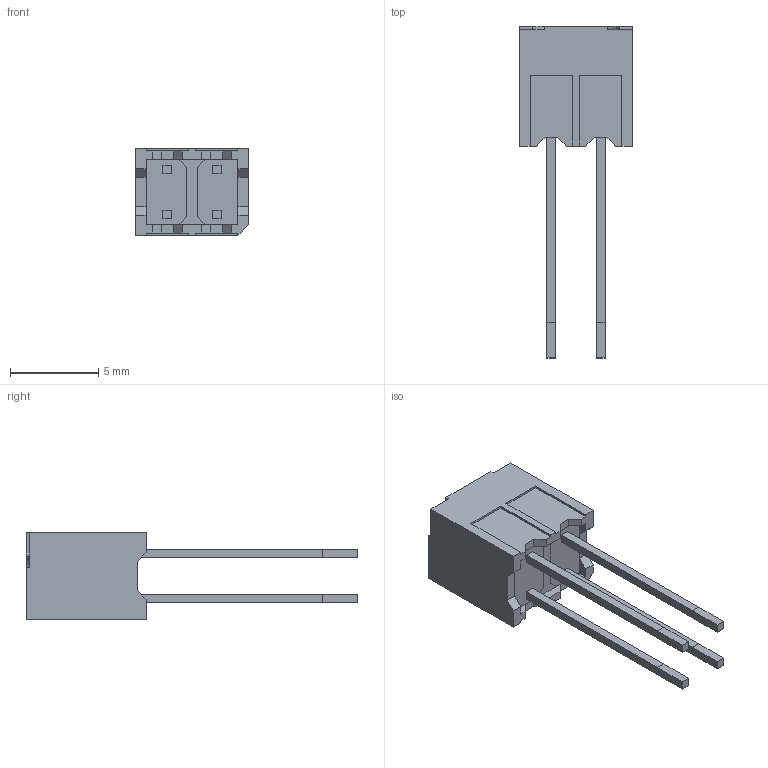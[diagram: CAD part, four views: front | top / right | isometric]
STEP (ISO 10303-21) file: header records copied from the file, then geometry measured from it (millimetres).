
FILE_DESCRIPTION (( 'STEP AP214' ), '1' );
FILE_NAME ('ITR20001_T.STEP', '2023-11-02T22:38:06', ( '' ), ( '' ), 'SwSTEP 2.0', 'SolidWorks 2021', '' );
FILE_SCHEMA (( 'AUTOMOTIVE_DESIGN' ));
Length unit declared in the file: millimetre
Products named in the file (1): ITR20001_T
Bounding box: 6.4 x 18.8 x 4.9 mm (x, y, z)
Volume: 200.8 mm3; surface area: 411.9 mm2
Topology: 13 solids, 13 shells, 151 faces, 374 edges, 249 vertices
Faces by surface type: plane 143, cylinder 8
Entity records: 4550 total; most frequent: CARTESIAN_POINT 775, ORIENTED_EDGE 748, DIRECTION 706, EDGE_CURVE 374, LINE 346, VECTOR 346, VERTEX_POINT 249, AXIS2_PLACEMENT_3D 180
